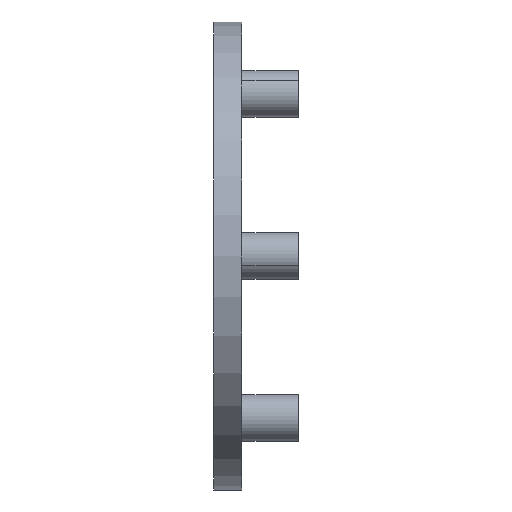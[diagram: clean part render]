
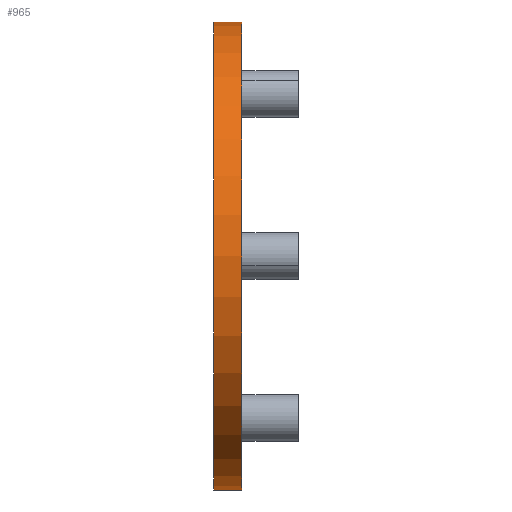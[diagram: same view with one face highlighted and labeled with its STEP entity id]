
A CAD part, front view. The second image highlights one B-rep face of the part: STEP entity #965.
In plain terms, the highlighted cylindrical face has radius 25 mm (diameter 50 mm), a partial arc.
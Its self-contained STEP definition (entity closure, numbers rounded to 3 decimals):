
#68 = CIRCLE ( 'NONE', #815, 25. ) ;
#160 = FACE_OUTER_BOUND ( 'NONE', #795, .T. ) ;
#196 = DIRECTION ( 'NONE',  ( 0., 0., 1. ) ) ;
#262 = ORIENTED_EDGE ( 'NONE', *, *, #1126, .T. ) ;
#344 = DIRECTION ( 'NONE',  ( 1., 0., 0. ) ) ;
#366 = ORIENTED_EDGE ( 'NONE', *, *, #989, .F. ) ;
#387 = CARTESIAN_POINT ( 'NONE',  ( 3., 0., 0. ) ) ;
#389 = CARTESIAN_POINT ( 'NONE',  ( 0., 0., 0. ) ) ;
#412 = CARTESIAN_POINT ( 'NONE',  ( 0., 0., 25. ) ) ;
#435 = EDGE_CURVE ( 'NONE', #477, #767, #1070, .T. ) ;
#463 = DIRECTION ( 'NONE',  ( -1., 0., 0. ) ) ;
#464 = CARTESIAN_POINT ( 'NONE',  ( 0., 0., -25. ) ) ;
#477 = VERTEX_POINT ( 'NONE', #527 ) ;
#527 = CARTESIAN_POINT ( 'NONE',  ( 3., 0., -25. ) ) ;
#543 = DIRECTION ( 'NONE',  ( -1., 0., 0. ) ) ;
#580 = EDGE_CURVE ( 'NONE', #785, #767, #1179, .T. ) ;
#597 = CARTESIAN_POINT ( 'NONE',  ( 3., 0., -25. ) ) ;
#750 = AXIS2_PLACEMENT_3D ( 'NONE', #389, #1112, #1020 ) ;
#754 = LINE ( 'NONE', #1023, #1115 ) ;
#767 = VERTEX_POINT ( 'NONE', #464 ) ;
#785 = VERTEX_POINT ( 'NONE', #412 ) ;
#795 = EDGE_LOOP ( 'NONE', ( #1175, #366, #262, #1064 ) ) ;
#815 = AXIS2_PLACEMENT_3D ( 'NONE', #387, #344, #901 ) ;
#825 = VECTOR ( 'NONE', #985, 1000. ) ;
#843 = CARTESIAN_POINT ( 'NONE',  ( 3., 0., 25. ) ) ;
#889 = CYLINDRICAL_SURFACE ( 'NONE', #1016, 25. ) ;
#901 = DIRECTION ( 'NONE',  ( 0., 0., -1. ) ) ;
#965 = ADVANCED_FACE ( 'NONE', ( #160 ), #889, .T. ) ;
#985 = DIRECTION ( 'NONE',  ( -1., 0., 0. ) ) ;
#989 = EDGE_CURVE ( 'NONE', #1084, #477, #68, .T. ) ;
#1007 = CARTESIAN_POINT ( 'NONE',  ( 3., 0., 0. ) ) ;
#1016 = AXIS2_PLACEMENT_3D ( 'NONE', #1007, #463, #196 ) ;
#1020 = DIRECTION ( 'NONE',  ( 0., 0., -1. ) ) ;
#1023 = CARTESIAN_POINT ( 'NONE',  ( 3., 0., 25. ) ) ;
#1064 = ORIENTED_EDGE ( 'NONE', *, *, #580, .T. ) ;
#1070 = LINE ( 'NONE', #597, #825 ) ;
#1084 = VERTEX_POINT ( 'NONE', #843 ) ;
#1112 = DIRECTION ( 'NONE',  ( 1., 0., 0. ) ) ;
#1115 = VECTOR ( 'NONE', #543, 1000. ) ;
#1126 = EDGE_CURVE ( 'NONE', #1084, #785, #754, .T. ) ;
#1175 = ORIENTED_EDGE ( 'NONE', *, *, #435, .F. ) ;
#1179 = CIRCLE ( 'NONE', #750, 25. ) ;
